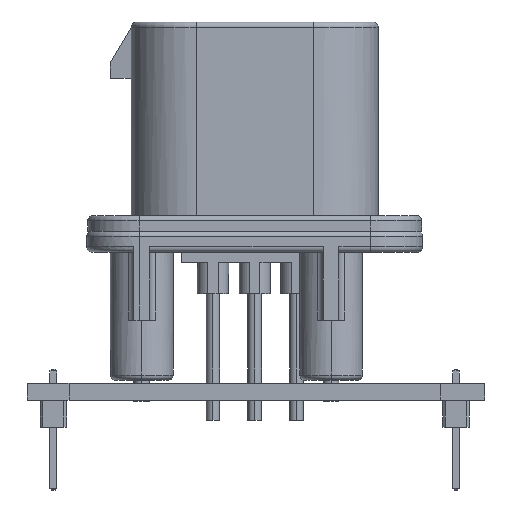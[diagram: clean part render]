
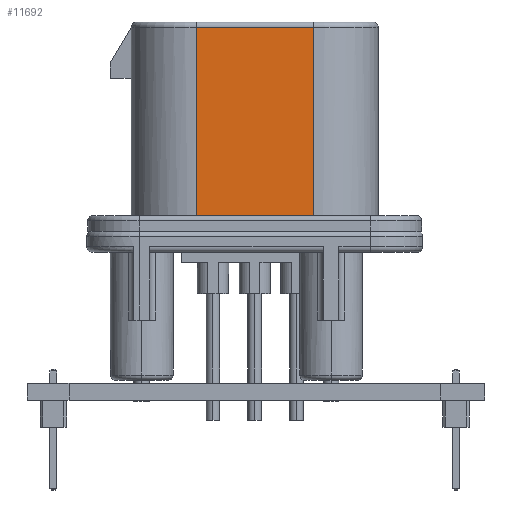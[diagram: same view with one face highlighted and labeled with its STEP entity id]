
A CAD part, left-side view. The second image highlights one B-rep face of the part: STEP entity #11692.
In plain terms, the highlighted planar face has unit normal (-1, 0, 0).
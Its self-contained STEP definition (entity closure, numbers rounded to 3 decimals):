
#154 = CYLINDRICAL_SURFACE('',#155,0.5);
#155 = AXIS2_PLACEMENT_3D('',#156,#157,#158);
#156 = CARTESIAN_POINT('',(-11.2,5.697,-0.5));
#157 = DIRECTION('',(0.,-1.,0.));
#158 = DIRECTION('',(0.,0.,1.));
#4386 = CYLINDRICAL_SURFACE('',#4387,1.);
#4387 = AXIS2_PLACEMENT_3D('',#4388,#4389,#4390);
#4388 = CARTESIAN_POINT('',(-12.7,-3.05,-20.));
#4389 = DIRECTION('',(0.,0.,1.));
#4390 = DIRECTION('',(1.,0.,-0.));
#4414 = CYLINDRICAL_SURFACE('',#4415,0.5);
#4415 = AXIS2_PLACEMENT_3D('',#4416,#4417,#4418);
#4416 = CARTESIAN_POINT('',(-12.2,-5.683,-19.5));
#4417 = DIRECTION('',(0.,1.,0.));
#4418 = DIRECTION('',(1.,0.,0.));
#7767 = CYLINDRICAL_SURFACE('',#7768,6.2);
#7768 = AXIS2_PLACEMENT_3D('',#7769,#7770,#7771);
#7769 = CARTESIAN_POINT('',(-5.5,5.6,0.));
#7770 = DIRECTION('',(0.,0.,1.));
#7771 = DIRECTION('',(1.,0.,-0.));
#7958 = VERTEX_POINT('',#7959);
#7959 = CARTESIAN_POINT('',(-11.7,-5.6,-19.25));
#7969 = PLANE('',#7970);
#7970 = AXIS2_PLACEMENT_3D('',#7971,#7972,#7973);
#7971 = CARTESIAN_POINT('',(0.,0.,-19.25));
#7972 = DIRECTION('',(0.,0.,1.));
#7973 = DIRECTION('',(1.,0.,-0.));
#7981 = CYLINDRICAL_SURFACE('',#7982,6.2);
#7982 = AXIS2_PLACEMENT_3D('',#7983,#7984,#7985);
#7983 = CARTESIAN_POINT('',(-5.5,-5.6,0.));
#7984 = DIRECTION('',(0.,0.,1.));
#7985 = DIRECTION('',(1.,0.,-0.));
#7993 = EDGE_CURVE('',#7994,#7958,#7996,.T.);
#7994 = VERTEX_POINT('',#7995);
#7995 = CARTESIAN_POINT('',(-11.7,-3.05,-19.25));
#7996 = SURFACE_CURVE('',#7997,(#8001,#8008),.PCURVE_S1.);
#7997 = LINE('',#7998,#7999);
#7998 = CARTESIAN_POINT('',(-11.7,-3.05,-19.25));
#7999 = VECTOR('',#8000,1.);
#8000 = DIRECTION('',(0.,-1.,0.));
#8001 = PCURVE('',#7969,#8002);
#8002 = DEFINITIONAL_REPRESENTATION('',(#8003),#8007);
#8003 = LINE('',#8004,#8005);
#8004 = CARTESIAN_POINT('',(-11.7,-3.05));
#8005 = VECTOR('',#8006,1.);
#8006 = DIRECTION('',(0.,-1.));
#8007 = ( GEOMETRIC_REPRESENTATION_CONTEXT(2) 
PARAMETRIC_REPRESENTATION_CONTEXT() REPRESENTATION_CONTEXT('2D SPACE',''
  ) );
#8008 = PCURVE('',#8009,#8014);
#8009 = PLANE('',#8010);
#8010 = AXIS2_PLACEMENT_3D('',#8011,#8012,#8013);
#8011 = CARTESIAN_POINT('',(-11.7,5.6,0.));
#8012 = DIRECTION('',(-1.,0.,0.));
#8013 = DIRECTION('',(0.,-1.,0.));
#8014 = DEFINITIONAL_REPRESENTATION('',(#8015),#8019);
#8015 = LINE('',#8016,#8017);
#8016 = CARTESIAN_POINT('',(8.65,-19.25));
#8017 = VECTOR('',#8018,1.);
#8018 = DIRECTION('',(1.,0.));
#8019 = ( GEOMETRIC_REPRESENTATION_CONTEXT(2) 
PARAMETRIC_REPRESENTATION_CONTEXT() REPRESENTATION_CONTEXT('2D SPACE',''
  ) );
#9115 = VERTEX_POINT('',#9116);
#9116 = CARTESIAN_POINT('',(-11.7,5.6,-19.5));
#9138 = EDGE_CURVE('',#9139,#9115,#9141,.T.);
#9139 = VERTEX_POINT('',#9140);
#9140 = CARTESIAN_POINT('',(-11.7,5.6,-0.5));
#9141 = SURFACE_CURVE('',#9142,(#9146,#9153),.PCURVE_S1.);
#9142 = LINE('',#9143,#9144);
#9143 = CARTESIAN_POINT('',(-11.7,5.6,-0.5));
#9144 = VECTOR('',#9145,1.);
#9145 = DIRECTION('',(0.,0.,-1.));
#9146 = PCURVE('',#7767,#9147);
#9147 = DEFINITIONAL_REPRESENTATION('',(#9148),#9152);
#9148 = LINE('',#9149,#9150);
#9149 = CARTESIAN_POINT('',(3.142,-0.5));
#9150 = VECTOR('',#9151,1.);
#9151 = DIRECTION('',(0.,-1.));
#9152 = ( GEOMETRIC_REPRESENTATION_CONTEXT(2) 
PARAMETRIC_REPRESENTATION_CONTEXT() REPRESENTATION_CONTEXT('2D SPACE',''
  ) );
#9153 = PCURVE('',#8009,#9154);
#9154 = DEFINITIONAL_REPRESENTATION('',(#9155),#9159);
#9155 = LINE('',#9156,#9157);
#9156 = CARTESIAN_POINT('',(0.,-0.5));
#9157 = VECTOR('',#9158,1.);
#9158 = DIRECTION('',(0.,-1.));
#9159 = ( GEOMETRIC_REPRESENTATION_CONTEXT(2) 
PARAMETRIC_REPRESENTATION_CONTEXT() REPRESENTATION_CONTEXT('2D SPACE',''
  ) );
#9236 = EDGE_CURVE('',#9139,#9237,#9239,.T.);
#9237 = VERTEX_POINT('',#9238);
#9238 = CARTESIAN_POINT('',(-11.7,-5.6,-0.5));
#9239 = SURFACE_CURVE('',#9240,(#9244,#9251),.PCURVE_S1.);
#9240 = LINE('',#9241,#9242);
#9241 = CARTESIAN_POINT('',(-11.7,5.6,-0.5));
#9242 = VECTOR('',#9243,1.);
#9243 = DIRECTION('',(0.,-1.,0.));
#9244 = PCURVE('',#154,#9245);
#9245 = DEFINITIONAL_REPRESENTATION('',(#9246),#9250);
#9246 = LINE('',#9247,#9248);
#9247 = CARTESIAN_POINT('',(1.571,0.097));
#9248 = VECTOR('',#9249,1.);
#9249 = DIRECTION('',(0.,1.));
#9250 = ( GEOMETRIC_REPRESENTATION_CONTEXT(2) 
PARAMETRIC_REPRESENTATION_CONTEXT() REPRESENTATION_CONTEXT('2D SPACE',''
  ) );
#9251 = PCURVE('',#8009,#9252);
#9252 = DEFINITIONAL_REPRESENTATION('',(#9253),#9257);
#9253 = LINE('',#9254,#9255);
#9254 = CARTESIAN_POINT('',(0.,-0.5));
#9255 = VECTOR('',#9256,1.);
#9256 = DIRECTION('',(1.,0.));
#9257 = ( GEOMETRIC_REPRESENTATION_CONTEXT(2) 
PARAMETRIC_REPRESENTATION_CONTEXT() REPRESENTATION_CONTEXT('2D SPACE',''
  ) );
#11257 = EDGE_CURVE('',#9237,#7958,#11258,.T.);
#11258 = SURFACE_CURVE('',#11259,(#11263,#11270),.PCURVE_S1.);
#11259 = LINE('',#11260,#11261);
#11260 = CARTESIAN_POINT('',(-11.7,-5.6,-0.5));
#11261 = VECTOR('',#11262,1.);
#11262 = DIRECTION('',(0.,0.,-1.));
#11263 = PCURVE('',#7981,#11264);
#11264 = DEFINITIONAL_REPRESENTATION('',(#11265),#11269);
#11265 = LINE('',#11266,#11267);
#11266 = CARTESIAN_POINT('',(3.142,-0.5));
#11267 = VECTOR('',#11268,1.);
#11268 = DIRECTION('',(0.,-1.));
#11269 = ( GEOMETRIC_REPRESENTATION_CONTEXT(2) 
PARAMETRIC_REPRESENTATION_CONTEXT() REPRESENTATION_CONTEXT('2D SPACE',''
  ) );
#11270 = PCURVE('',#8009,#11271);
#11271 = DEFINITIONAL_REPRESENTATION('',(#11272),#11276);
#11272 = LINE('',#11273,#11274);
#11273 = CARTESIAN_POINT('',(11.2,-0.5));
#11274 = VECTOR('',#11275,1.);
#11275 = DIRECTION('',(0.,-1.));
#11276 = ( GEOMETRIC_REPRESENTATION_CONTEXT(2) 
PARAMETRIC_REPRESENTATION_CONTEXT() REPRESENTATION_CONTEXT('2D SPACE',''
  ) );
#11550 = EDGE_CURVE('',#11551,#7994,#11553,.T.);
#11551 = VERTEX_POINT('',#11552);
#11552 = CARTESIAN_POINT('',(-11.7,-3.05,-19.5));
#11553 = SURFACE_CURVE('',#11554,(#11558,#11565),.PCURVE_S1.);
#11554 = LINE('',#11555,#11556);
#11555 = CARTESIAN_POINT('',(-11.7,-3.05,-19.5));
#11556 = VECTOR('',#11557,1.);
#11557 = DIRECTION('',(0.,0.,1.));
#11558 = PCURVE('',#4386,#11559);
#11559 = DEFINITIONAL_REPRESENTATION('',(#11560),#11564);
#11560 = LINE('',#11561,#11562);
#11561 = CARTESIAN_POINT('',(6.283,0.5));
#11562 = VECTOR('',#11563,1.);
#11563 = DIRECTION('',(0.,1.));
#11564 = ( GEOMETRIC_REPRESENTATION_CONTEXT(2) 
PARAMETRIC_REPRESENTATION_CONTEXT() REPRESENTATION_CONTEXT('2D SPACE',''
  ) );
#11565 = PCURVE('',#8009,#11566);
#11566 = DEFINITIONAL_REPRESENTATION('',(#11567),#11571);
#11567 = LINE('',#11568,#11569);
#11568 = CARTESIAN_POINT('',(8.65,-19.5));
#11569 = VECTOR('',#11570,1.);
#11570 = DIRECTION('',(0.,1.));
#11571 = ( GEOMETRIC_REPRESENTATION_CONTEXT(2) 
PARAMETRIC_REPRESENTATION_CONTEXT() REPRESENTATION_CONTEXT('2D SPACE',''
  ) );
#11692 = ADVANCED_FACE('',(#11693),#8009,.T.);
#11693 = FACE_BOUND('',#11694,.F.);
#11694 = EDGE_LOOP('',(#11695,#11696,#11697,#11698,#11699,#11720));
#11695 = ORIENTED_EDGE('',*,*,#9236,.T.);
#11696 = ORIENTED_EDGE('',*,*,#11257,.T.);
#11697 = ORIENTED_EDGE('',*,*,#7993,.F.);
#11698 = ORIENTED_EDGE('',*,*,#11550,.F.);
#11699 = ORIENTED_EDGE('',*,*,#11700,.T.);
#11700 = EDGE_CURVE('',#11551,#9115,#11701,.T.);
#11701 = SURFACE_CURVE('',#11702,(#11706,#11713),.PCURVE_S1.);
#11702 = LINE('',#11703,#11704);
#11703 = CARTESIAN_POINT('',(-11.7,-3.05,-19.5));
#11704 = VECTOR('',#11705,1.);
#11705 = DIRECTION('',(0.,1.,0.));
#11706 = PCURVE('',#8009,#11707);
#11707 = DEFINITIONAL_REPRESENTATION('',(#11708),#11712);
#11708 = LINE('',#11709,#11710);
#11709 = CARTESIAN_POINT('',(8.65,-19.5));
#11710 = VECTOR('',#11711,1.);
#11711 = DIRECTION('',(-1.,0.));
#11712 = ( GEOMETRIC_REPRESENTATION_CONTEXT(2) 
PARAMETRIC_REPRESENTATION_CONTEXT() REPRESENTATION_CONTEXT('2D SPACE',''
  ) );
#11713 = PCURVE('',#4414,#11714);
#11714 = DEFINITIONAL_REPRESENTATION('',(#11715),#11719);
#11715 = LINE('',#11716,#11717);
#11716 = CARTESIAN_POINT('',(0.,2.633));
#11717 = VECTOR('',#11718,1.);
#11718 = DIRECTION('',(0.,1.));
#11719 = ( GEOMETRIC_REPRESENTATION_CONTEXT(2) 
PARAMETRIC_REPRESENTATION_CONTEXT() REPRESENTATION_CONTEXT('2D SPACE',''
  ) );
#11720 = ORIENTED_EDGE('',*,*,#9138,.F.);
